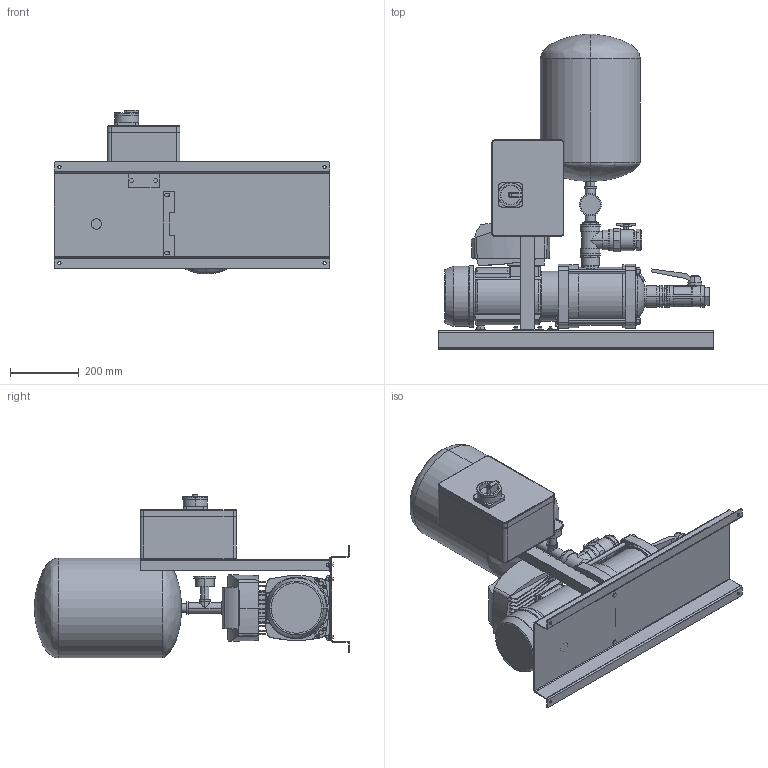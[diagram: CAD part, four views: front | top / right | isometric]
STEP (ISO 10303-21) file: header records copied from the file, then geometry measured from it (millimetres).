
FILE_DESCRIPTION (( 'STEP AP214' ), '1' );
FILE_NAME ('1EH_15-4_TE_ZB00046145.STEP', '2022-07-17T13:59:36', ( '' ), ( '' ), 'SwSTEP 2.0', 'SolidWorks 2020', '' );
FILE_SCHEMA (( 'AUTOMOTIVE_DESIGN' ));
Length unit declared in the file: millimetre
Products named in the file (1): 1EH_15-4_TE_ZB00046145
Bounding box: 800 x 916.5 x 476 mm (x, y, z)
Volume: 42971576.1 mm3; surface area: 3021644.8 mm2
Topology: 46 solids, 46 shells, 968 faces, 2294 edges, 1496 vertices
Faces by surface type: plane 492, cylinder 378, cone 57, torus 21, bspline 14, sphere 6
Entity records: 42402 total; most frequent: CARTESIAN_POINT 8367, DIRECTION 4868, ORIENTED_EDGE 4580, EDGE_CURVE 2290, AXIS2_PLACEMENT_3D 1784, VERTEX_POINT 1496, VECTOR 1300, LINE 1300
